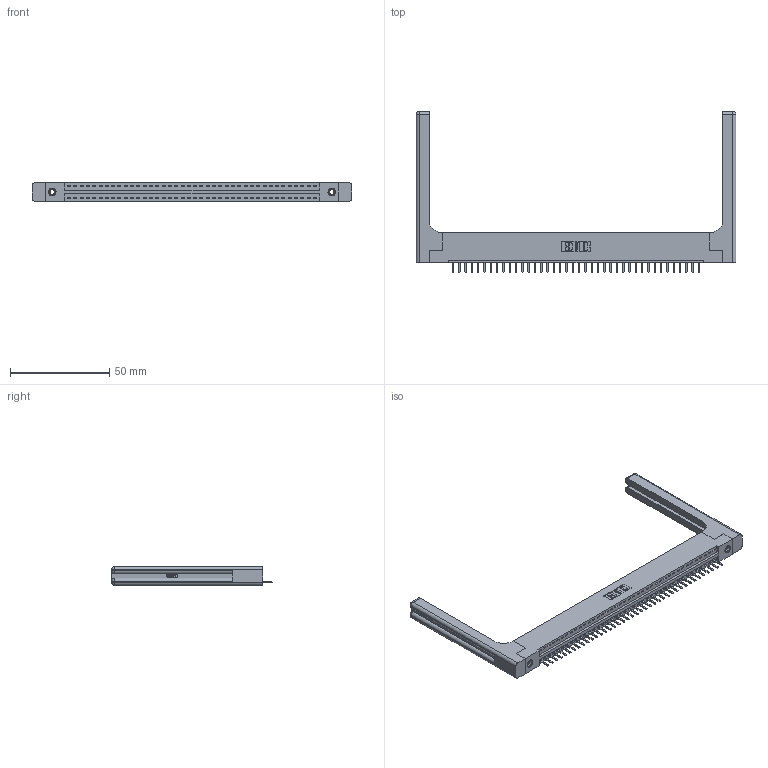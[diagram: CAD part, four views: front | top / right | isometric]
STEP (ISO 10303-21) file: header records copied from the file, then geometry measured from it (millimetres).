
FILE_DESCRIPTION (( 'STEP AP203' ), '1' );
FILE_NAME ('346-040-520-158.STEP', '2022-05-07T08:42:14', ( '' ), ( '' ), 'SwSTEP 2.0', 'SolidWorks 2020', '' );
FILE_SCHEMA (( 'CONFIG_CONTROL_DESIGN' ));
Length unit declared in the file: inch
Products named in the file (5): 346 Part_Flush Mounting Lugs - 0.156 Dia-TH; 345-250-001_345-250-001-102; 346-220-058_345-220-058; 345-292-001_345-293-120; 346-040-520-158
Assembly tree (45 placements, depth 2):
  346-040-520-158
    346 Part_Flush Mounting Lugs - 0.156 Dia-TH
    345-292-001_345-293-120  x40
    345-250-001_345-250-001-102  x2
    346-220-058_345-220-058  x2
Bounding box: 161.06 x 80.98 x 9.4 mm (x, y, z)
Volume: 22788.6 mm3; surface area: 23881.9 mm2
Topology: 45 solids, 45 shells, 2872 faces, 8391 edges, 5466 vertices
Faces by surface type: plane 1918, cylinder 894, bspline 36, cone 12, sphere 8, torus 4
Entity records: 30806 total; most frequent: CARTESIAN_POINT 6275, ORIENTED_EDGE 5032, DIRECTION 4456, EDGE_CURVE 2516, LINE 2128, VECTOR 2128, VERTEX_POINT 1666, AXIS2_PLACEMENT_3D 1164
